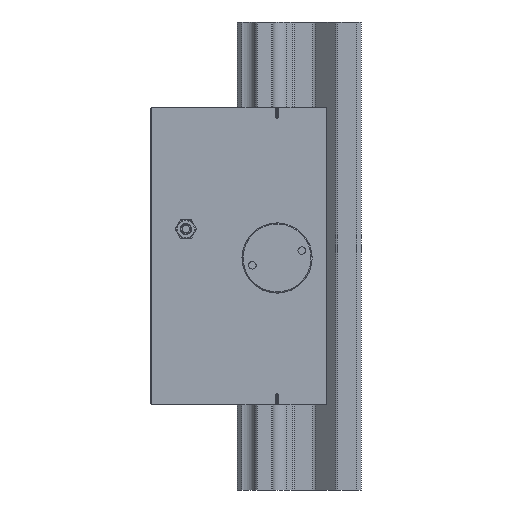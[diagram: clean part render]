
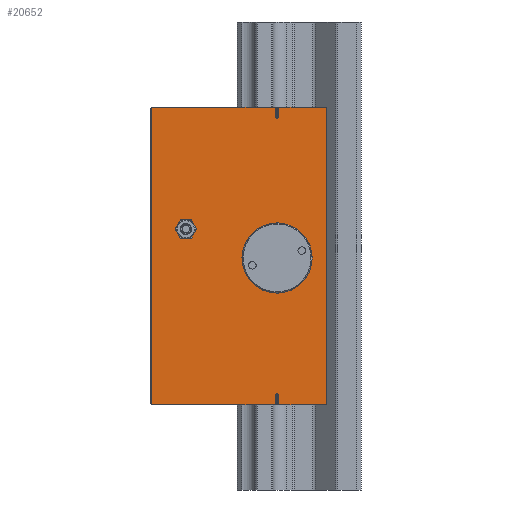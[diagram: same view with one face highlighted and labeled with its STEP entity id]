
A CAD part, left-side view. The second image highlights one B-rep face of the part: STEP entity #20652.
In plain terms, the highlighted planar face has unit normal (-1, 0, 0).
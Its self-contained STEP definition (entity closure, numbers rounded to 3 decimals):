
#152 = CARTESIAN_POINT ( 'NONE',  ( -70., 24.504, 14.5 ) ) ;
#353 = VERTEX_POINT ( 'NONE', #13862 ) ;
#548 = CARTESIAN_POINT ( 'NONE',  ( -70., -35.496, 63.5 ) ) ;
#571 = EDGE_CURVE ( 'NONE', #16355, #1932, #17862, .T. ) ;
#652 = AXIS2_PLACEMENT_3D ( 'NONE', #16552, #10915, #10788 ) ;
#1086 = EDGE_CURVE ( 'NONE', #11879, #11879, #16330, .T. ) ;
#1719 = VERTEX_POINT ( 'NONE', #12493 ) ;
#1932 = VERTEX_POINT ( 'NONE', #24503 ) ;
#2297 = VECTOR ( 'NONE', #7894, 1000. ) ;
#2474 = DIRECTION ( 'NONE',  ( 1., 0., 0. ) ) ;
#2684 = AXIS2_PLACEMENT_3D ( 'NONE', #24761, #2474, #19020 ) ;
#2743 = VECTOR ( 'NONE', #5847, 1000. ) ;
#2862 = CARTESIAN_POINT ( 'NONE',  ( -70., -13.696, -59.7 ) ) ;
#2902 = VECTOR ( 'NONE', #9150, 1000. ) ;
#3173 = CARTESIAN_POINT ( 'NONE',  ( -70., -15.296, 0. ) ) ;
#3364 = CARTESIAN_POINT ( 'NONE',  ( -70., -35.496, 63.5 ) ) ;
#3429 = DIRECTION ( 'NONE',  ( 0., -1., 0. ) ) ;
#4146 = ORIENTED_EDGE ( 'NONE', *, *, #1086, .T. ) ;
#4164 = ORIENTED_EDGE ( 'NONE', *, *, #26307, .T. ) ;
#4574 = VECTOR ( 'NONE', #16741, 1000. ) ;
#5154 = EDGE_CURVE ( 'NONE', #9932, #16355, #8236, .T. ) ;
#5421 = PLANE ( 'NONE',  #8377 ) ;
#5847 = DIRECTION ( 'NONE',  ( 0., 1., 0. ) ) ;
#5923 = EDGE_LOOP ( 'NONE', ( #4146 ) ) ;
#5968 = CARTESIAN_POINT ( 'NONE',  ( -70., -35.496, -63.5 ) ) ;
#6016 = ORIENTED_EDGE ( 'NONE', *, *, #22947, .T. ) ;
#6295 = VECTOR ( 'NONE', #20795, 1000. ) ;
#6384 = ORIENTED_EDGE ( 'NONE', *, *, #19110, .T. ) ;
#6904 = DIRECTION ( 'NONE',  ( 0., 1., 0. ) ) ;
#7380 = AXIS2_PLACEMENT_3D ( 'NONE', #24729, #8446, #24591 ) ;
#7458 = VERTEX_POINT ( 'NONE', #25485 ) ;
#7894 = DIRECTION ( 'NONE',  ( 0., 0., -1. ) ) ;
#8236 = CIRCLE ( 'NONE', #7380, 0.8 ) ;
#8290 = LINE ( 'NONE', #14273, #2297 ) ;
#8377 = AXIS2_PLACEMENT_3D ( 'NONE', #17709, #17448, #6904 ) ;
#8446 = DIRECTION ( 'NONE',  ( 1., 0., 0. ) ) ;
#8882 = CARTESIAN_POINT ( 'NONE',  ( -70., -15.296, 59.7 ) ) ;
#9039 = LINE ( 'NONE', #23332, #6295 ) ;
#9150 = DIRECTION ( 'NONE',  ( 0., 0., 1. ) ) ;
#9273 = ORIENTED_EDGE ( 'NONE', *, *, #19436, .T. ) ;
#9428 = FACE_BOUND ( 'NONE', #25119, .T. ) ;
#9524 = ORIENTED_EDGE ( 'NONE', *, *, #22944, .T. ) ;
#9664 = ORIENTED_EDGE ( 'NONE', *, *, #22206, .T. ) ;
#9761 = ORIENTED_EDGE ( 'NONE', *, *, #17684, .T. ) ;
#9764 = VERTEX_POINT ( 'NONE', #23324 ) ;
#9831 = LINE ( 'NONE', #22527, #2743 ) ;
#9932 = VERTEX_POINT ( 'NONE', #2862 ) ;
#10788 = DIRECTION ( 'NONE',  ( 0., 0., -1. ) ) ;
#10915 = DIRECTION ( 'NONE',  ( 1., 0., 0. ) ) ;
#10934 = VERTEX_POINT ( 'NONE', #24000 ) ;
#10939 = VECTOR ( 'NONE', #16140, 1000. ) ;
#10998 = VECTOR ( 'NONE', #11480, 1000. ) ;
#11005 = CARTESIAN_POINT ( 'NONE',  ( -70., -14.496, 59.7 ) ) ;
#11092 = LINE ( 'NONE', #23005, #4574 ) ;
#11480 = DIRECTION ( 'NONE',  ( 0., 1., 0. ) ) ;
#11879 = VERTEX_POINT ( 'NONE', #152 ) ;
#12112 = CARTESIAN_POINT ( 'NONE',  ( -70., 39.204, 63.5 ) ) ;
#12493 = CARTESIAN_POINT ( 'NONE',  ( -70., -15.296, 63.5 ) ) ;
#13085 = VERTEX_POINT ( 'NONE', #13705 ) ;
#13438 = CARTESIAN_POINT ( 'NONE',  ( -70., -15.296, -59.7 ) ) ;
#13702 = DIRECTION ( 'NONE',  ( 0., 0., -1. ) ) ;
#13705 = CARTESIAN_POINT ( 'NONE',  ( -70., 39.204, -63.5 ) ) ;
#13862 = CARTESIAN_POINT ( 'NONE',  ( -70., -13.696, -63.5 ) ) ;
#14273 = CARTESIAN_POINT ( 'NONE',  ( -70., -15.296, 61.6 ) ) ;
#14550 = VECTOR ( 'NONE', #13702, 1000. ) ;
#14840 = AXIS2_PLACEMENT_3D ( 'NONE', #11005, #17040, #17168 ) ;
#15744 = VERTEX_POINT ( 'NONE', #23877 ) ;
#16063 = ORIENTED_EDGE ( 'NONE', *, *, #20305, .T. ) ;
#16117 = LINE ( 'NONE', #5968, #20570 ) ;
#16140 = DIRECTION ( 'NONE',  ( 0., 0., 1. ) ) ;
#16330 = CIRCLE ( 'NONE', #2684, 3. ) ;
#16349 = VECTOR ( 'NONE', #20712, 1000. ) ;
#16355 = VERTEX_POINT ( 'NONE', #13438 ) ;
#16552 = CARTESIAN_POINT ( 'NONE',  ( -70., -14.496, -0.85 ) ) ;
#16741 = DIRECTION ( 'NONE',  ( 0., -1., 0. ) ) ;
#16853 = LINE ( 'NONE', #548, #16349 ) ;
#17040 = DIRECTION ( 'NONE',  ( 1., 0., 0. ) ) ;
#17168 = DIRECTION ( 'NONE',  ( 0., 0., 1. ) ) ;
#17322 = ORIENTED_EDGE ( 'NONE', *, *, #571, .T. ) ;
#17423 = CARTESIAN_POINT ( 'NONE',  ( -70., 39.204, 63.5 ) ) ;
#17448 = DIRECTION ( 'NONE',  ( -1., 0., 0. ) ) ;
#17684 = EDGE_CURVE ( 'NONE', #13085, #353, #16117, .T. ) ;
#17709 = CARTESIAN_POINT ( 'NONE',  ( -70., 39.504, 63.5 ) ) ;
#17862 = LINE ( 'NONE', #3173, #14550 ) ;
#18470 = EDGE_CURVE ( 'NONE', #10934, #19567, #16853, .T. ) ;
#18774 = ORIENTED_EDGE ( 'NONE', *, *, #23229, .T. ) ;
#19020 = DIRECTION ( 'NONE',  ( 0., 0., 1. ) ) ;
#19110 = EDGE_CURVE ( 'NONE', #1719, #22271, #8290, .T. ) ;
#19436 = EDGE_CURVE ( 'NONE', #7458, #23066, #9831, .T. ) ;
#19567 = VERTEX_POINT ( 'NONE', #20784 ) ;
#19697 = FACE_OUTER_BOUND ( 'NONE', #21437, .T. ) ;
#19937 = CIRCLE ( 'NONE', #14840, 0.8 ) ;
#20259 = LINE ( 'NONE', #12112, #10939 ) ;
#20305 = EDGE_CURVE ( 'NONE', #15744, #15744, #24955, .T. ) ;
#20570 = VECTOR ( 'NONE', #3429, 1000. ) ;
#20652 = ADVANCED_FACE ( 'NONE', ( #19697, #9428, #21325 ), #5421, .T. ) ;
#20712 = DIRECTION ( 'NONE',  ( 0., 0., -1. ) ) ;
#20784 = CARTESIAN_POINT ( 'NONE',  ( -70., -35.496, -63.5 ) ) ;
#20795 = DIRECTION ( 'NONE',  ( 0., 0., 1. ) ) ;
#21057 = ORIENTED_EDGE ( 'NONE', *, *, #5154, .T. ) ;
#21325 = FACE_BOUND ( 'NONE', #5923, .T. ) ;
#21437 = EDGE_LOOP ( 'NONE', ( #9664, #21057, #17322, #18774, #26482, #4164, #6384, #9524, #6016, #9273, #22842, #9761 ) ) ;
#22004 = EDGE_CURVE ( 'NONE', #13085, #23066, #20259, .T. ) ;
#22206 = EDGE_CURVE ( 'NONE', #353, #9932, #9039, .T. ) ;
#22271 = VERTEX_POINT ( 'NONE', #8882 ) ;
#22527 = CARTESIAN_POINT ( 'NONE',  ( -70., -35.496, 63.5 ) ) ;
#22842 = ORIENTED_EDGE ( 'NONE', *, *, #22004, .F. ) ;
#22944 = EDGE_CURVE ( 'NONE', #22271, #9764, #19937, .T. ) ;
#22947 = EDGE_CURVE ( 'NONE', #9764, #7458, #24912, .T. ) ;
#23005 = CARTESIAN_POINT ( 'NONE',  ( -70., -35.496, -63.5 ) ) ;
#23066 = VERTEX_POINT ( 'NONE', #17423 ) ;
#23229 = EDGE_CURVE ( 'NONE', #1932, #19567, #11092, .T. ) ;
#23324 = CARTESIAN_POINT ( 'NONE',  ( -70., -13.696, 59.7 ) ) ;
#23332 = CARTESIAN_POINT ( 'NONE',  ( -70., -13.696, 1.9 ) ) ;
#23877 = CARTESIAN_POINT ( 'NONE',  ( -70., -14.496, -15.85 ) ) ;
#24000 = CARTESIAN_POINT ( 'NONE',  ( -70., -35.496, 63.5 ) ) ;
#24503 = CARTESIAN_POINT ( 'NONE',  ( -70., -15.296, -63.5 ) ) ;
#24591 = DIRECTION ( 'NONE',  ( 0., 0., 1. ) ) ;
#24729 = CARTESIAN_POINT ( 'NONE',  ( -70., -14.496, -59.7 ) ) ;
#24761 = CARTESIAN_POINT ( 'NONE',  ( -70., 24.504, 11.5 ) ) ;
#24912 = LINE ( 'NONE', #25048, #2902 ) ;
#24955 = CIRCLE ( 'NONE', #652, 15. ) ;
#25048 = CARTESIAN_POINT ( 'NONE',  ( -70., -13.696, 63.5 ) ) ;
#25119 = EDGE_LOOP ( 'NONE', ( #16063 ) ) ;
#25485 = CARTESIAN_POINT ( 'NONE',  ( -70., -13.696, 63.5 ) ) ;
#25954 = LINE ( 'NONE', #3364, #10998 ) ;
#26307 = EDGE_CURVE ( 'NONE', #10934, #1719, #25954, .T. ) ;
#26482 = ORIENTED_EDGE ( 'NONE', *, *, #18470, .F. ) ;
